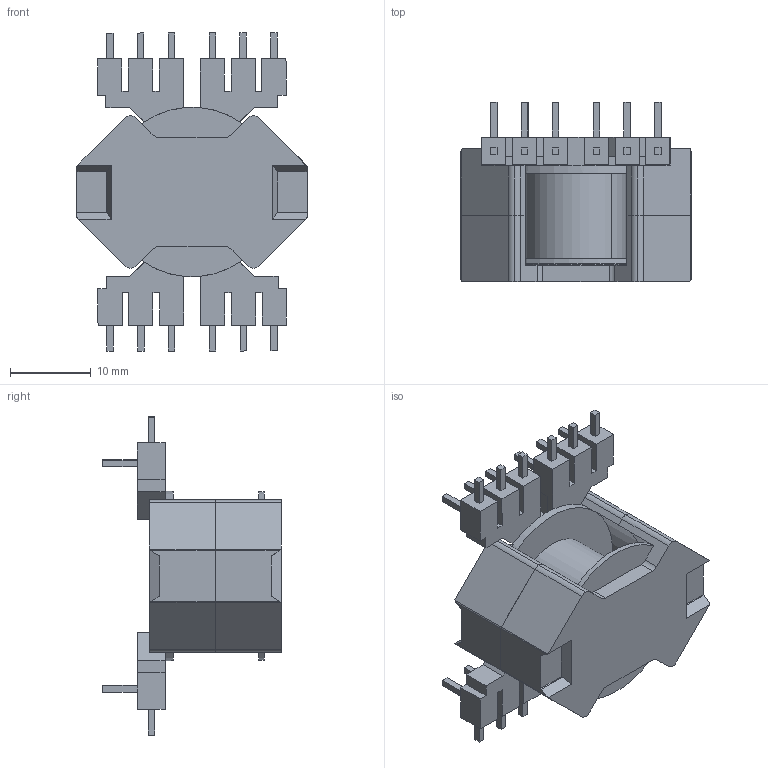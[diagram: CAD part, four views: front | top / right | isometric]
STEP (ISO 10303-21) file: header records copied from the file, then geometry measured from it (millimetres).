
FILE_DESCRIPTION (( 'STEP AP214' ), '1' );
FILE_NAME ('User Library-RM10 coil former for power applications.STEP', '2025-03-01T13:19:31', ( '' ), ( '' ), 'SwSTEP 2.0', 'SolidWorks 2022', '' );
FILE_SCHEMA (( 'AUTOMOTIVE_DESIGN' ));
Length unit declared in the file: metre
Products named in the file (27): User Library-RM10_RM-10Coil-former___ _________(25); User Library-RM10_RM-10Coil-former___ _________(15); User Library-RM10_RM-10Coil-former___ _________(1); User Library-RM10_RM-10Coil-former___ _________(24); User Library-RM10 coil former for power applications; User Library-RM10_RM-10Coil-former___ _________(10); User Library-RM10_RM-10Coil-former___ _________(16); User Library-RM10_RM-10_ferr___ _________; User Library-RM10_RM-10Coil-former___ _________(11); User Library-RM10_RM-10Coil-former___ _________(21); User Library-RM10_RM-10Coil-former___ _________(7); User Library-RM10_RM-10Coil-former___ _________(4); User Library-RM10_RM-10Coil-former___ _________(2); User Library-RM10_RM-10Coil-former___ _________(13); User Library-RM10_RM-10Coil-former___ _________(17); User Library-RM10_RM-10Coil-former___ _________(23); User Library-RM10_RM-10Coil-former___ _________(19); User Library-RM10_RM-10Coil-former___ _________(14); User Library-RM10_RM-10Coil-former___ _________(18); User Library-RM10_RM-10Coil-former___ _________(3); User Library-RM10_RM-10Coil-former___ _________(20); User Library-RM10_RM-10Coil-former___ _________(22); User Library-RM10_RM-10Coil-former___ _________(12); User Library-RM10_RM-10Coil-former___ _________(5); User Library-RM10_RM-10Coil-former___ _________(9); User Library-RM10_RM-10Coil-former___ _________(6); User Library-RM10_RM-10Coil-former___ _________(8)
Assembly tree (27 placements, depth 2):
  User Library-RM10 coil former for power applications
    User Library-RM10_RM-10Coil-former___ _________(2)
    User Library-RM10_RM-10Coil-former___ _________(19)
    User Library-RM10_RM-10Coil-former___ _________(13)
    User Library-RM10_RM-10Coil-former___ _________(12)
    User Library-RM10_RM-10Coil-former___ _________(9)
    User Library-RM10_RM-10_ferr___ _________  x2
    User Library-RM10_RM-10Coil-former___ _________(17)
    User Library-RM10_RM-10Coil-former___ _________(20)
    User Library-RM10_RM-10Coil-former___ _________(10)
    User Library-RM10_RM-10Coil-former___ _________(25)
    User Library-RM10_RM-10Coil-former___ _________(23)
    User Library-RM10_RM-10Coil-former___ _________(14)
    User Library-RM10_RM-10Coil-former___ _________(3)
    User Library-RM10_RM-10Coil-former___ _________(1)
    User Library-RM10_RM-10Coil-former___ _________(18)
    User Library-RM10_RM-10Coil-former___ _________(5)
    User Library-RM10_RM-10Coil-former___ _________(4)
    User Library-RM10_RM-10Coil-former___ _________(7)
    User Library-RM10_RM-10Coil-former___ _________(22)
    User Library-RM10_RM-10Coil-former___ _________(16)
    User Library-RM10_RM-10Coil-former___ _________(6)
    User Library-RM10_RM-10Coil-former___ _________(15)
    User Library-RM10_RM-10Coil-former___ _________(8)
    User Library-RM10_RM-10Coil-former___ _________(11)
    User Library-RM10_RM-10Coil-former___ _________(24)
    User Library-RM10_RM-10Coil-former___ _________(21)
Bounding box: 28.5 x 22.15 x 39.42 mm (x, y, z)
Volume: 5716.1 mm3; surface area: 7210.2 mm2
Topology: 27 solids, 27 shells, 386 faces, 976 edges, 648 vertices
Faces by surface type: plane 342, cylinder 44
Entity records: 11605 total; most frequent: CARTESIAN_POINT 1785, ORIENTED_EDGE 1688, DIRECTION 1634, EDGE_CURVE 844, LINE 784, VECTOR 784, VERTEX_POINT 560, AXIS2_PLACEMENT_3D 425
